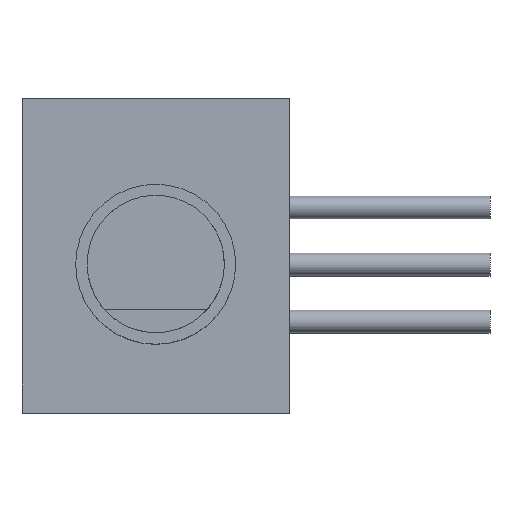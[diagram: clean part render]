
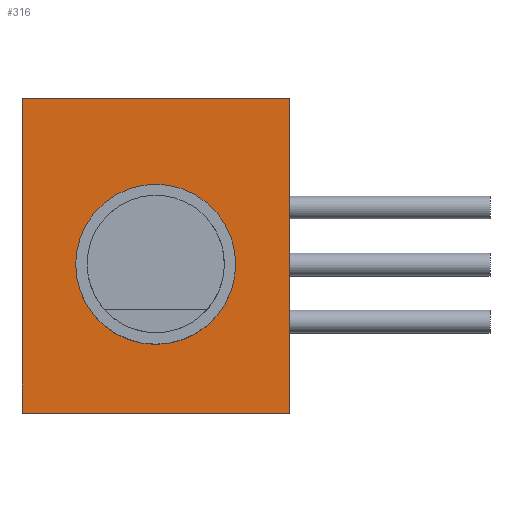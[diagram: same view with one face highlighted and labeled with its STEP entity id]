
A CAD part, top view. The second image highlights one B-rep face of the part: STEP entity #316.
In plain terms, the highlighted planar face has unit normal (0, 0, 1).
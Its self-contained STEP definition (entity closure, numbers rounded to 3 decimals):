
#33=CIRCLE('',#360,3.5);
#69=ORIENTED_EDGE('',*,*,#139,.T.);
#70=ORIENTED_EDGE('',*,*,#138,.T.);
#71=ORIENTED_EDGE('',*,*,#122,.T.);
#72=ORIENTED_EDGE('',*,*,#131,.T.);
#73=ORIENTED_EDGE('',*,*,#136,.T.);
#122=EDGE_CURVE('',#160,#159,#185,.T.);
#131=EDGE_CURVE('',#159,#168,#190,.T.);
#136=EDGE_CURVE('',#168,#171,#194,.T.);
#138=EDGE_CURVE('',#171,#160,#196,.T.);
#139=EDGE_CURVE('',#172,#172,#33,.T.);
#159=VERTEX_POINT('',#504);
#160=VERTEX_POINT('',#506);
#168=VERTEX_POINT('',#523);
#171=VERTEX_POINT('',#532);
#172=VERTEX_POINT('',#539);
#185=LINE('',#505,#205);
#190=LINE('',#524,#210);
#194=LINE('',#533,#214);
#196=LINE('',#536,#216);
#205=VECTOR('',#400,1000.);
#210=VECTOR('',#415,1000.);
#214=VECTOR('',#423,1000.);
#216=VECTOR('',#427,1000.);
#230=EDGE_LOOP('',(#69));
#231=EDGE_LOOP('',(#70,#71,#72,#73));
#266=FACE_BOUND('',#230,.T.);
#267=FACE_BOUND('',#231,.T.);
#299=PLANE('',#359);
#316=ADVANCED_FACE('',(#266,#267),#299,.T.);
#359=AXIS2_PLACEMENT_3D('',#537,#428,#429);
#360=AXIS2_PLACEMENT_3D('',#538,#430,#431);
#400=DIRECTION('',(1.,0.,0.));
#415=DIRECTION('',(0.,1.,0.));
#423=DIRECTION('',(-1.,0.,0.));
#427=DIRECTION('',(0.,-1.,0.));
#428=DIRECTION('',(0.,0.,1.));
#429=DIRECTION('',(1.,0.,0.));
#430=DIRECTION('',(0.,0.,-1.));
#431=DIRECTION('',(1.,0.,0.));
#504=CARTESIAN_POINT('',(1.89,-6.5,6.3));
#505=CARTESIAN_POINT('',(-9.81,-6.5,6.3));
#506=CARTESIAN_POINT('',(-9.81,-6.5,6.3));
#523=CARTESIAN_POINT('',(1.89,7.25,6.3));
#524=CARTESIAN_POINT('',(1.89,-6.5,6.3));
#532=CARTESIAN_POINT('',(-9.81,7.25,6.3));
#533=CARTESIAN_POINT('',(1.89,7.25,6.3));
#536=CARTESIAN_POINT('',(-9.81,7.25,6.3));
#537=CARTESIAN_POINT('',(0.,0.,6.3));
#538=CARTESIAN_POINT('',(-3.96,0.,6.3));
#539=CARTESIAN_POINT('',(-0.46,0.,6.3));
